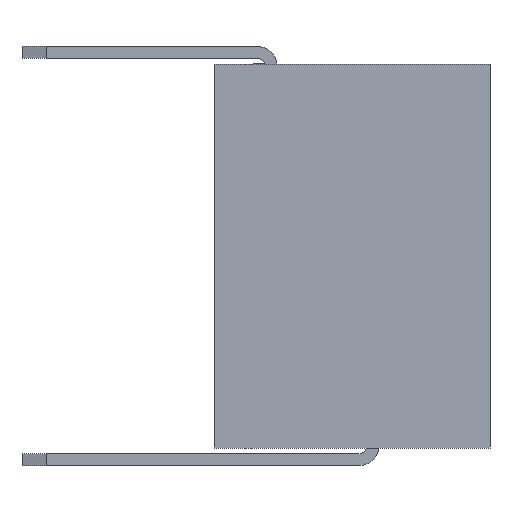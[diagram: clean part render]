
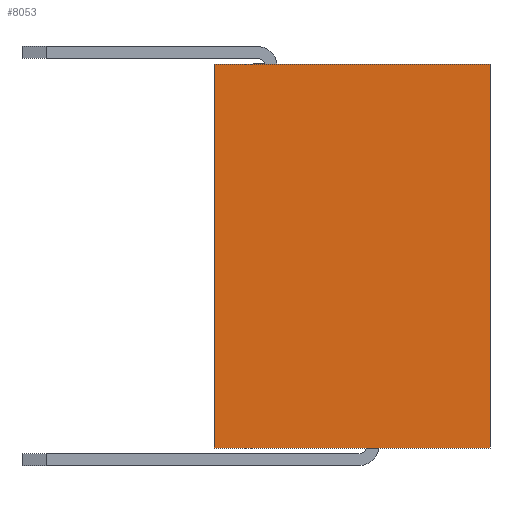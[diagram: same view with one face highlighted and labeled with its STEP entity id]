
A CAD part, front view. The second image highlights one B-rep face of the part: STEP entity #8053.
In plain terms, the highlighted planar face has unit normal (0, -1, 0).
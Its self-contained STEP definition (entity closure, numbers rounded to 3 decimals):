
#389=CARTESIAN_POINT('',(1.,-3.175,-4.8));
#390=VERTEX_POINT('',#389);
#397=CARTESIAN_POINT('',(1.,-3.175,0.));
#398=VERTEX_POINT('',#397);
#399=CARTESIAN_POINT('',(1.,-3.175,-4.8));
#400=DIRECTION('',(0.,0.,1.));
#401=VECTOR('',#400,4.8);
#402=LINE('',#399,#401);
#403=EDGE_CURVE('',#390,#398,#402,.T.);
#959=CARTESIAN_POINT('',(4.45,-3.175,0.));
#960=VERTEX_POINT('',#959);
#961=CARTESIAN_POINT('',(1.,-3.175,0.));
#962=DIRECTION('',(1.,0.,0.));
#963=VECTOR('',#962,3.45);
#964=LINE('',#961,#963);
#965=EDGE_CURVE('',#398,#960,#964,.T.);
#7942=CARTESIAN_POINT('',(4.45,-3.175,-4.8));
#7943=VERTEX_POINT('',#7942);
#7944=CARTESIAN_POINT('',(4.45,-3.175,0.));
#7945=DIRECTION('',(0.,0.,-1.));
#7946=VECTOR('',#7945,4.8);
#7947=LINE('',#7944,#7946);
#7948=EDGE_CURVE('',#960,#7943,#7947,.T.);
#8037=CARTESIAN_POINT('',(1.,-3.175,0.));
#8038=DIRECTION('',(0.,0.,-1.));
#8039=DIRECTION('',(0.,-1.,0.));
#8040=AXIS2_PLACEMENT_3D('',#8037,#8039,#8038);
#8041=PLANE('',#8040);
#8042=CARTESIAN_POINT('',(4.45,-3.175,-4.8));
#8043=DIRECTION('',(-1.,0.,0.));
#8044=VECTOR('',#8043,3.45);
#8045=LINE('',#8042,#8044);
#8046=EDGE_CURVE('',#7943,#390,#8045,.T.);
#8047=ORIENTED_EDGE('',*,*,#8046,.F.);
#8048=ORIENTED_EDGE('',*,*,#7948,.F.);
#8049=ORIENTED_EDGE('',*,*,#965,.F.);
#8050=ORIENTED_EDGE('',*,*,#403,.F.);
#8051=EDGE_LOOP('',(#8047,#8048,#8049,#8050));
#8052=FACE_OUTER_BOUND('',#8051,.T.);
#8053=ADVANCED_FACE('',(#8052),#8041,.T.);
